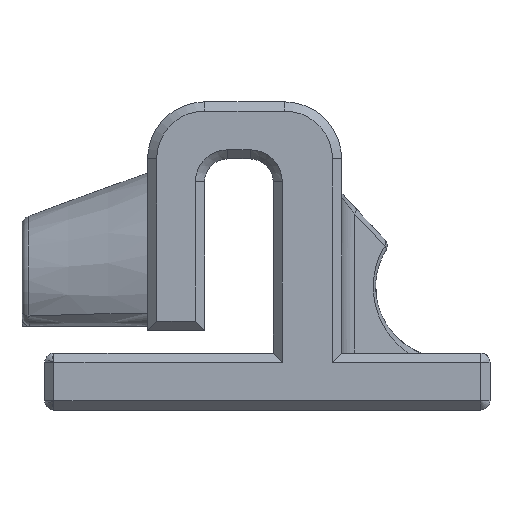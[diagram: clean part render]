
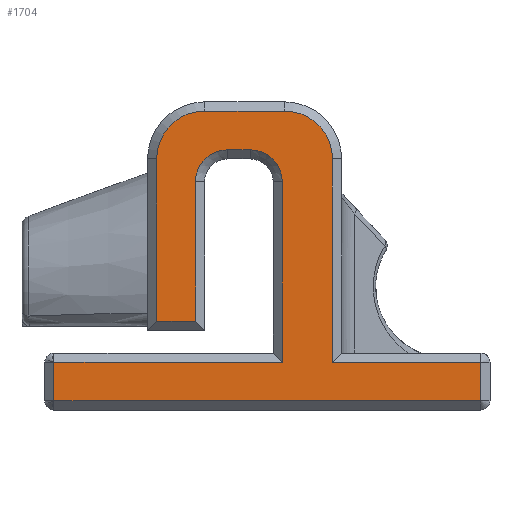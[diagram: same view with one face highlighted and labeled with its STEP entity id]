
A CAD part, left-side view. The second image highlights one B-rep face of the part: STEP entity #1704.
In plain terms, the highlighted planar face has unit normal (-1, 0, 0).
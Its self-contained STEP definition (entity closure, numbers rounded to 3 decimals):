
#48=PLANE('',#1870);
#198=FACE_OUTER_BOUND('',#309,.T.);
#309=EDGE_LOOP('',(#1376,#1377,#1378,#1379,#1380,#1381,#1382,#1383,#1384,
#1385,#1386,#1387,#1388,#1389,#1390,#1391));
#380=LINE('',#3146,#529);
#382=LINE('',#3150,#531);
#388=LINE('',#3165,#537);
#390=LINE('',#3174,#539);
#395=LINE('',#3183,#544);
#396=LINE('',#3187,#545);
#402=LINE('',#3198,#551);
#406=LINE('',#3210,#555);
#409=LINE('',#3219,#558);
#411=LINE('',#3224,#560);
#415=LINE('',#3234,#564);
#421=LINE('',#3246,#570);
#529=VECTOR('',#2065,10.);
#531=VECTOR('',#2069,10.);
#537=VECTOR('',#2083,10.);
#539=VECTOR('',#2093,10.);
#544=VECTOR('',#2100,10.);
#545=VECTOR('',#2103,10.);
#551=VECTOR('',#2111,10.);
#555=VECTOR('',#2123,10.);
#558=VECTOR('',#2134,10.);
#560=VECTOR('',#2138,10.);
#564=VECTOR('',#2148,10.);
#570=VECTOR('',#2160,10.);
#686=CIRCLE('',#1822,2.1);
#688=CIRCLE('',#1826,2.1);
#690=CIRCLE('',#1833,1.4);
#692=CIRCLE('',#1837,1.4);
#777=VERTEX_POINT('',#3143);
#778=VERTEX_POINT('',#3145);
#779=VERTEX_POINT('',#3149);
#782=VERTEX_POINT('',#3157);
#784=VERTEX_POINT('',#3163);
#786=VERTEX_POINT('',#3169);
#787=VERTEX_POINT('',#3173);
#790=VERTEX_POINT('',#3181);
#791=VERTEX_POINT('',#3185);
#792=VERTEX_POINT('',#3186);
#796=VERTEX_POINT('',#3196);
#797=VERTEX_POINT('',#3200);
#799=VERTEX_POINT('',#3206);
#801=VERTEX_POINT('',#3212);
#804=VERTEX_POINT('',#3223);
#807=VERTEX_POINT('',#3233);
#946=EDGE_CURVE('',#777,#778,#380,.T.);
#948=EDGE_CURVE('',#778,#779,#382,.T.);
#953=EDGE_CURVE('',#782,#777,#686,.T.);
#956=EDGE_CURVE('',#784,#782,#388,.T.);
#959=EDGE_CURVE('',#786,#784,#688,.T.);
#960=EDGE_CURVE('',#787,#786,#390,.T.);
#965=EDGE_CURVE('',#790,#787,#395,.T.);
#966=EDGE_CURVE('',#791,#792,#396,.T.);
#972=EDGE_CURVE('',#796,#791,#402,.T.);
#975=EDGE_CURVE('',#792,#797,#690,.T.);
#978=EDGE_CURVE('',#797,#799,#406,.T.);
#981=EDGE_CURVE('',#799,#801,#692,.T.);
#983=EDGE_CURVE('',#801,#790,#409,.T.);
#985=EDGE_CURVE('',#779,#804,#411,.T.);
#990=EDGE_CURVE('',#804,#807,#415,.T.);
#997=EDGE_CURVE('',#807,#796,#421,.T.);
#1376=ORIENTED_EDGE('',*,*,#966,.F.);
#1377=ORIENTED_EDGE('',*,*,#972,.F.);
#1378=ORIENTED_EDGE('',*,*,#997,.F.);
#1379=ORIENTED_EDGE('',*,*,#990,.F.);
#1380=ORIENTED_EDGE('',*,*,#985,.F.);
#1381=ORIENTED_EDGE('',*,*,#948,.F.);
#1382=ORIENTED_EDGE('',*,*,#946,.F.);
#1383=ORIENTED_EDGE('',*,*,#953,.F.);
#1384=ORIENTED_EDGE('',*,*,#956,.F.);
#1385=ORIENTED_EDGE('',*,*,#959,.F.);
#1386=ORIENTED_EDGE('',*,*,#960,.F.);
#1387=ORIENTED_EDGE('',*,*,#965,.F.);
#1388=ORIENTED_EDGE('',*,*,#983,.F.);
#1389=ORIENTED_EDGE('',*,*,#981,.F.);
#1390=ORIENTED_EDGE('',*,*,#978,.F.);
#1391=ORIENTED_EDGE('',*,*,#975,.F.);
#1704=ADVANCED_FACE('',(#198),#48,.T.);
#1822=AXIS2_PLACEMENT_3D('',#3159,#2077,#2078);
#1826=AXIS2_PLACEMENT_3D('',#3171,#2089,#2090);
#1833=AXIS2_PLACEMENT_3D('',#3204,#2117,#2118);
#1837=AXIS2_PLACEMENT_3D('',#3216,#2129,#2130);
#1870=AXIS2_PLACEMENT_3D('',#3339,#2230,#2231);
#2065=DIRECTION('',(0.,0.,-1.));
#2069=DIRECTION('',(0.,-1.,0.));
#2077=DIRECTION('center_axis',(1.,0.,0.));
#2078=DIRECTION('ref_axis',(0.,-0.707,0.707));
#2083=DIRECTION('',(0.,-1.,0.));
#2089=DIRECTION('center_axis',(1.,0.,0.));
#2090=DIRECTION('ref_axis',(0.,0.707,0.707));
#2093=DIRECTION('',(0.,0.,1.));
#2100=DIRECTION('',(0.,1.,0.));
#2103=DIRECTION('',(0.,0.,1.));
#2111=DIRECTION('',(0.,-1.,0.));
#2117=DIRECTION('center_axis',(-1.,0.,0.));
#2118=DIRECTION('ref_axis',(0.,-0.707,0.707));
#2123=DIRECTION('',(0.,1.,0.));
#2129=DIRECTION('center_axis',(-1.,0.,0.));
#2130=DIRECTION('ref_axis',(0.,0.707,0.707));
#2134=DIRECTION('',(0.,0.,-1.));
#2138=DIRECTION('',(0.,0.,-1.));
#2148=DIRECTION('',(0.,1.,0.));
#2160=DIRECTION('',(0.,0.,1.));
#2230=DIRECTION('center_axis',(-1.,0.,0.));
#2231=DIRECTION('ref_axis',(0.,-1.,0.));
#3143=CARTESIAN_POINT('',(-8.5,-4.1,11.));
#3145=CARTESIAN_POINT('',(-8.5,-4.1,2.1));
#3146=CARTESIAN_POINT('',(-8.5,-4.1,6.75));
#3149=CARTESIAN_POINT('',(-8.5,-10.6,2.1));
#3150=CARTESIAN_POINT('',(-8.5,1.,2.1));
#3157=CARTESIAN_POINT('',(-8.5,-2.,13.1));
#3159=CARTESIAN_POINT('Origin',(-8.5,-2.,11.));
#3163=CARTESIAN_POINT('',(-8.5,1.5,13.1));
#3165=CARTESIAN_POINT('',(-8.5,3.625,13.1));
#3169=CARTESIAN_POINT('',(-8.5,3.6,11.));
#3171=CARTESIAN_POINT('Origin',(-8.5,1.5,11.));
#3173=CARTESIAN_POINT('',(-8.5,3.6,3.9));
#3174=CARTESIAN_POINT('',(-8.5,3.6,1.75));
#3181=CARTESIAN_POINT('',(-8.5,1.9,3.9));
#3183=CARTESIAN_POINT('',(-8.5,5.,3.9));
#3185=CARTESIAN_POINT('',(-8.5,-1.9,2.1));
#3186=CARTESIAN_POINT('',(-8.5,-1.9,10.));
#3187=CARTESIAN_POINT('',(-8.5,-1.9,1.25));
#3196=CARTESIAN_POINT('',(-8.5,8.1,2.1));
#3198=CARTESIAN_POINT('',(-8.5,7.5,2.1));
#3200=CARTESIAN_POINT('',(-8.5,-0.5,11.4));
#3204=CARTESIAN_POINT('Origin',(-8.5,-0.5,10.));
#3206=CARTESIAN_POINT('',(-8.5,0.5,11.4));
#3210=CARTESIAN_POINT('',(-8.5,3.5,11.4));
#3212=CARTESIAN_POINT('',(-8.5,1.9,10.));
#3216=CARTESIAN_POINT('Origin',(-8.5,0.5,10.));
#3219=CARTESIAN_POINT('',(-8.5,1.9,5.5));
#3223=CARTESIAN_POINT('',(-8.5,-10.6,0.4));
#3224=CARTESIAN_POINT('',(-8.5,-10.6,0.));
#3233=CARTESIAN_POINT('',(-8.5,8.1,0.4));
#3234=CARTESIAN_POINT('',(-8.5,3.625,0.4));
#3246=CARTESIAN_POINT('',(-8.5,8.1,0.));
#3339=CARTESIAN_POINT('Origin',(-8.5,8.5,0.));
